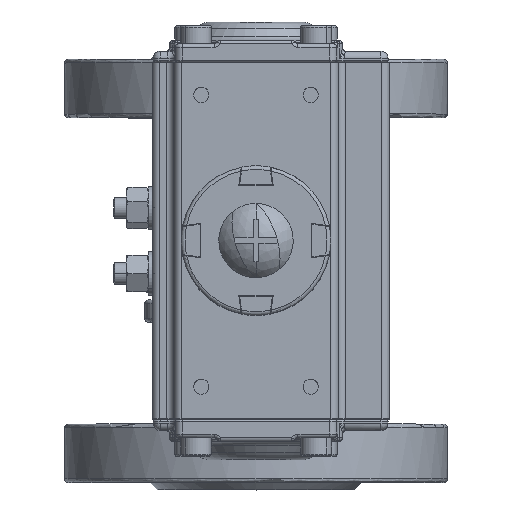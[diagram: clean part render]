
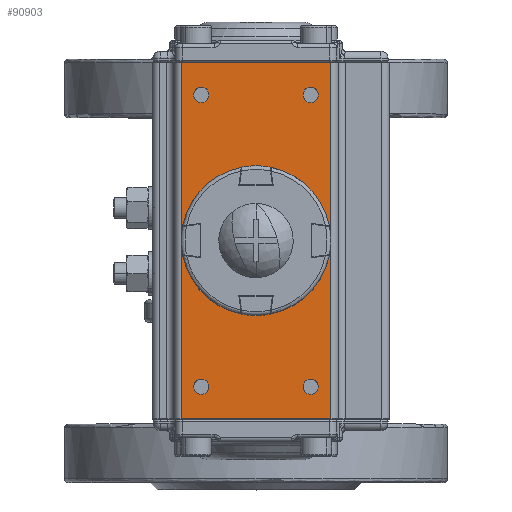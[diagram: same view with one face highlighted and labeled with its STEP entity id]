
A CAD part, top view. The second image highlights one B-rep face of the part: STEP entity #90903.
In plain terms, the highlighted planar face has unit normal (0, 0, 1).
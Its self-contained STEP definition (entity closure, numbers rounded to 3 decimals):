
#90764=CARTESIAN_POINT('',(22.5,-49.,162.));
#90765=DIRECTION('',(0.,0.,-1.));
#90766=DIRECTION('',(1.,-0.,0.));
#90767=AXIS2_PLACEMENT_3D('',#90764,#90765,#90766);
#90768=PLANE('',#90767);
#90769=CARTESIAN_POINT('',(-15.,37.9,162.));
#90770=VERTEX_POINT('',#90769);
#90771=CARTESIAN_POINT('',(-15.,42.1,162.));
#90772=VERTEX_POINT('',#90771);
#90773=CARTESIAN_POINT('',(-15.,40.,162.));
#90774=DIRECTION('',(0.,-0.,1.));
#90775=DIRECTION('',(0.,-1.,-0.));
#90776=AXIS2_PLACEMENT_3D('',#90773,#90774,#90775);
#90777=CIRCLE('',#90776,2.1);
#90778=EDGE_CURVE('NONE',#90770,#90772,#90777,.T.);
#90779=ORIENTED_EDGE('',*,*,#90778,.F.);
#90780=CARTESIAN_POINT('',(-15.,40.,162.));
#90781=DIRECTION('',(0.,-0.,1.));
#90782=DIRECTION('',(0.,-1.,-0.));
#90783=AXIS2_PLACEMENT_3D('',#90780,#90781,#90782);
#90784=CIRCLE('',#90783,2.1);
#90785=EDGE_CURVE('NONE',#90772,#90770,#90784,.T.);
#90786=ORIENTED_EDGE('',*,*,#90785,.F.);
#90787=EDGE_LOOP('',(#90779,#90786));
#90788=FACE_BOUND('',#90787,.T.);
#90789=CARTESIAN_POINT('',(15.,37.9,162.));
#90790=VERTEX_POINT('',#90789);
#90791=CARTESIAN_POINT('',(15.,42.1,162.));
#90792=VERTEX_POINT('',#90791);
#90793=CARTESIAN_POINT('',(15.,40.,162.));
#90794=DIRECTION('',(0.,-0.,1.));
#90795=DIRECTION('',(0.,-1.,-0.));
#90796=AXIS2_PLACEMENT_3D('',#90793,#90794,#90795);
#90797=CIRCLE('',#90796,2.1);
#90798=EDGE_CURVE('NONE',#90790,#90792,#90797,.T.);
#90799=ORIENTED_EDGE('',*,*,#90798,.F.);
#90800=CARTESIAN_POINT('',(15.,40.,162.));
#90801=DIRECTION('',(0.,-0.,1.));
#90802=DIRECTION('',(0.,-1.,-0.));
#90803=AXIS2_PLACEMENT_3D('',#90800,#90801,#90802);
#90804=CIRCLE('',#90803,2.1);
#90805=EDGE_CURVE('NONE',#90792,#90790,#90804,.T.);
#90806=ORIENTED_EDGE('',*,*,#90805,.F.);
#90807=EDGE_LOOP('',(#90799,#90806));
#90808=FACE_BOUND('',#90807,.T.);
#90809=CARTESIAN_POINT('',(15.,-42.1,162.));
#90810=VERTEX_POINT('',#90809);
#90811=CARTESIAN_POINT('',(15.,-37.9,162.));
#90812=VERTEX_POINT('',#90811);
#90813=CARTESIAN_POINT('',(15.,-40.,162.));
#90814=DIRECTION('',(0.,-0.,1.));
#90815=DIRECTION('',(0.,-1.,-0.));
#90816=AXIS2_PLACEMENT_3D('',#90813,#90814,#90815);
#90817=CIRCLE('',#90816,2.1);
#90818=EDGE_CURVE('NONE',#90810,#90812,#90817,.T.);
#90819=ORIENTED_EDGE('',*,*,#90818,.F.);
#90820=CARTESIAN_POINT('',(15.,-40.,162.));
#90821=DIRECTION('',(0.,-0.,1.));
#90822=DIRECTION('',(0.,-1.,-0.));
#90823=AXIS2_PLACEMENT_3D('',#90820,#90821,#90822);
#90824=CIRCLE('',#90823,2.1);
#90825=EDGE_CURVE('NONE',#90812,#90810,#90824,.T.);
#90826=ORIENTED_EDGE('',*,*,#90825,.F.);
#90827=EDGE_LOOP('',(#90819,#90826));
#90828=FACE_BOUND('',#90827,.T.);
#90829=CARTESIAN_POINT('',(-15.,-42.1,162.));
#90830=VERTEX_POINT('',#90829);
#90831=CARTESIAN_POINT('',(-15.,-37.9,162.));
#90832=VERTEX_POINT('',#90831);
#90833=CARTESIAN_POINT('',(-15.,-40.,162.));
#90834=DIRECTION('',(0.,-0.,1.));
#90835=DIRECTION('',(0.,-1.,-0.));
#90836=AXIS2_PLACEMENT_3D('',#90833,#90834,#90835);
#90837=CIRCLE('',#90836,2.1);
#90838=EDGE_CURVE('NONE',#90830,#90832,#90837,.T.);
#90839=ORIENTED_EDGE('',*,*,#90838,.F.);
#90840=CARTESIAN_POINT('',(-15.,-40.,162.));
#90841=DIRECTION('',(0.,-0.,1.));
#90842=DIRECTION('',(0.,-1.,-0.));
#90843=AXIS2_PLACEMENT_3D('',#90840,#90841,#90842);
#90844=CIRCLE('',#90843,2.1);
#90845=EDGE_CURVE('NONE',#90832,#90830,#90844,.T.);
#90846=ORIENTED_EDGE('',*,*,#90845,.F.);
#90847=EDGE_LOOP('',(#90839,#90846));
#90848=FACE_BOUND('',#90847,.T.);
#90849=CARTESIAN_POINT('',(-20.5,48.8,162.));
#90850=VERTEX_POINT('',#90849);
#90851=CARTESIAN_POINT('',(-20.5,-48.8,162.));
#90852=VERTEX_POINT('',#90851);
#90853=CARTESIAN_POINT('',(-20.5,48.8,162.));
#90854=DIRECTION('',(0.,-1.,-0.));
#90855=VECTOR('',#90854,97.6);
#90856=LINE('',#90853,#90855);
#90857=EDGE_CURVE('',#90850,#90852,#90856,.T.);
#90858=ORIENTED_EDGE('',*,*,#90857,.T.);
#90859=CARTESIAN_POINT('',(20.5,-48.8,162.));
#90860=VERTEX_POINT('',#90859);
#90861=CARTESIAN_POINT('',(-20.5,-48.8,162.));
#90862=DIRECTION('',(1.,-0.,0.));
#90863=VECTOR('',#90862,41.);
#90864=LINE('',#90861,#90863);
#90865=EDGE_CURVE('',#90852,#90860,#90864,.T.);
#90866=ORIENTED_EDGE('',*,*,#90865,.T.);
#90867=CARTESIAN_POINT('',(20.5,48.8,162.));
#90868=VERTEX_POINT('',#90867);
#90869=CARTESIAN_POINT('',(20.5,-48.8,162.));
#90870=DIRECTION('',(-0.,1.,0.));
#90871=VECTOR('',#90870,97.6);
#90872=LINE('',#90869,#90871);
#90873=EDGE_CURVE('',#90860,#90868,#90872,.T.);
#90874=ORIENTED_EDGE('',*,*,#90873,.T.);
#90875=CARTESIAN_POINT('',(20.5,48.8,162.));
#90876=DIRECTION('',(-1.,0.,-0.));
#90877=VECTOR('',#90876,41.);
#90878=LINE('',#90875,#90877);
#90879=EDGE_CURVE('',#90868,#90850,#90878,.T.);
#90880=ORIENTED_EDGE('',*,*,#90879,.T.);
#90881=EDGE_LOOP('',(#90858,#90866,#90874,#90880));
#90882=FACE_BOUND('',#90881,.T.);
#90883=CARTESIAN_POINT('',(0.,7.,162.));
#90884=VERTEX_POINT('',#90883);
#90885=CARTESIAN_POINT('',(0.,-7.,162.));
#90886=VERTEX_POINT('',#90885);
#90887=CARTESIAN_POINT('',(0.,-0.,162.));
#90888=DIRECTION('',(0.,0.,-1.));
#90889=DIRECTION('',(0.,1.,0.));
#90890=AXIS2_PLACEMENT_3D('',#90887,#90888,#90889);
#90891=CIRCLE('',#90890,7.);
#90892=EDGE_CURVE('',#90884,#90886,#90891,.T.);
#90893=ORIENTED_EDGE('',*,*,#90892,.T.);
#90894=CARTESIAN_POINT('',(0.,-0.,162.));
#90895=DIRECTION('',(0.,0.,-1.));
#90896=DIRECTION('',(0.,1.,0.));
#90897=AXIS2_PLACEMENT_3D('',#90894,#90895,#90896);
#90898=CIRCLE('',#90897,7.);
#90899=EDGE_CURVE('',#90886,#90884,#90898,.T.);
#90900=ORIENTED_EDGE('',*,*,#90899,.T.);
#90901=EDGE_LOOP('',(#90893,#90900));
#90902=FACE_BOUND('',#90901,.T.);
#90903=ADVANCED_FACE('',(#90788,#90808,#90828,#90848,#90882,#90902),#90768,.F.);
